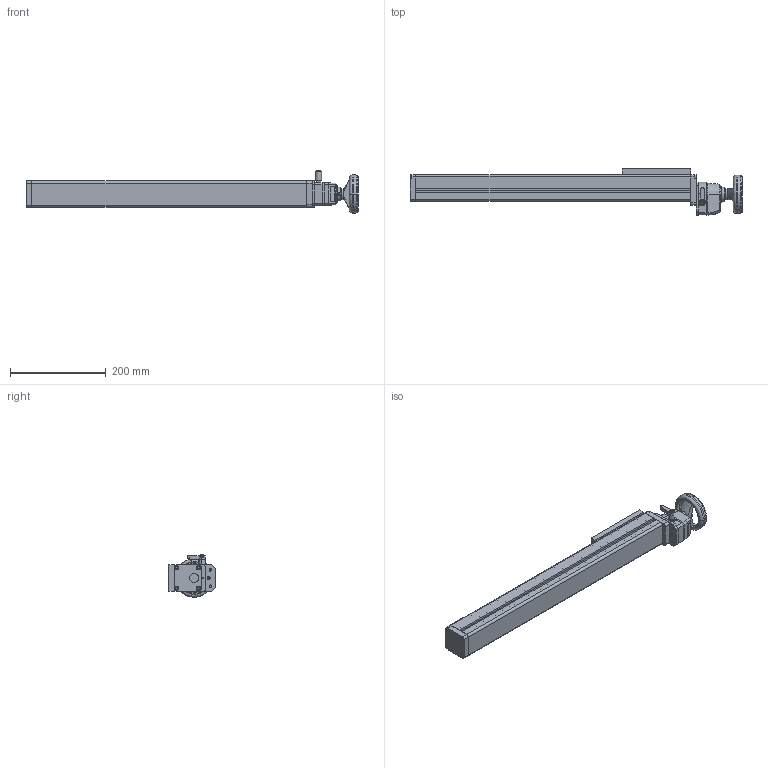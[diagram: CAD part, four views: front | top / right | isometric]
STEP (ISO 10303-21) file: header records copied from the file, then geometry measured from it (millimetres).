
FILE_DESCRIPTION (( 'STEP AP203' ), '1' );
FILE_NAME ('800.070.B.STEP', '2023-07-26T07:27:10', ( '' ), ( '' ), 'SwSTEP 2.0', 'SolidWorks 2021', '' );
FILE_SCHEMA (( 'CONFIG_CONTROL_DESIGN' ));
Length unit declared in the file: millimetre
Products named in the file (23): 084.301.000 VITI ALUSIC_084.301.008; 800.040.A01; 78421-R VRTP.80+I A-8; 800.040.606; 800.040.605; 084.301.000 VITI ALUSIC_084.301.009; 800.040.602; 800.040.607.XXXX_Default<A macchina>; CUSCINETTI A SFERE_608-2RS; RONDELLE FASCIA LARGA UNI 6593_4.3x16UNI 6593; 800.070.B; 800.070.PROFILO_Default<A macchina>; 800.040.603_Default<A macchina>; CHIAVETTE_A 2x2x12 UNI 6604-69; 084.529.009; 800.040.601; Base_for_spindle_locking_BSA52-20_2_03; Circlip DIN 471 - 8 x 0.8_Circlip DIN 471 - 8 x 0.8; DIN 6796-10_DIN 6796-10; 800.040.604; 800.040.041-1; 800.070.TONDO; CE.82151
Assembly tree (46 placements, depth 3):
  800.070.B
    800.040.607.XXXX_Default<A macchina>
    800.070.PROFILO_Default<A macchina>
    800.040.A01
      800.040.606
      800.040.041-1  x4
      084.529.009  x4
      084.301.000 VITI ALUSIC_084.301.008  x4
      Circlip DIN 471 - 8 x 0.8_Circlip DIN 471 - 8 x 0.8  x4
    800.040.602
    CUSCINETTI A SFERE_608-2RS  x2
    800.040.601
    78421-R VRTP.80+I A-8
    RONDELLE FASCIA LARGA UNI 6593_4.3x16UNI 6593
    084.301.000 VITI ALUSIC_084.301.008
    CHIAVETTE_A 2x2x12 UNI 6604-69
    084.301.000 VITI ALUSIC_084.301.009  x10
    800.040.603_Default<A macchina>
    DIN 6796-10_DIN 6796-10
    CE.82151
    800.040.604
    800.040.605
    Base_for_spindle_locking_BSA52-20_2_03
    800.070.TONDO  x2
Bounding box: 692 x 96.45 x 88.5 mm (x, y, z)
Volume: 931429.7 mm3; surface area: 578391.4 mm2
Topology: 61 solids, 65 shells, 1532 faces, 3625 edges, 2294 vertices
Faces by surface type: plane 575, cylinder 570, cone 187, torus 176, bspline 24
Entity records: 31687 total; most frequent: CARTESIAN_POINT 6438, DIRECTION 4919, ORIENTED_EDGE 4426, EDGE_CURVE 2228, AXIS2_PLACEMENT_3D 1892, VERTEX_POINT 1439, LINE 1135, VECTOR 1135
